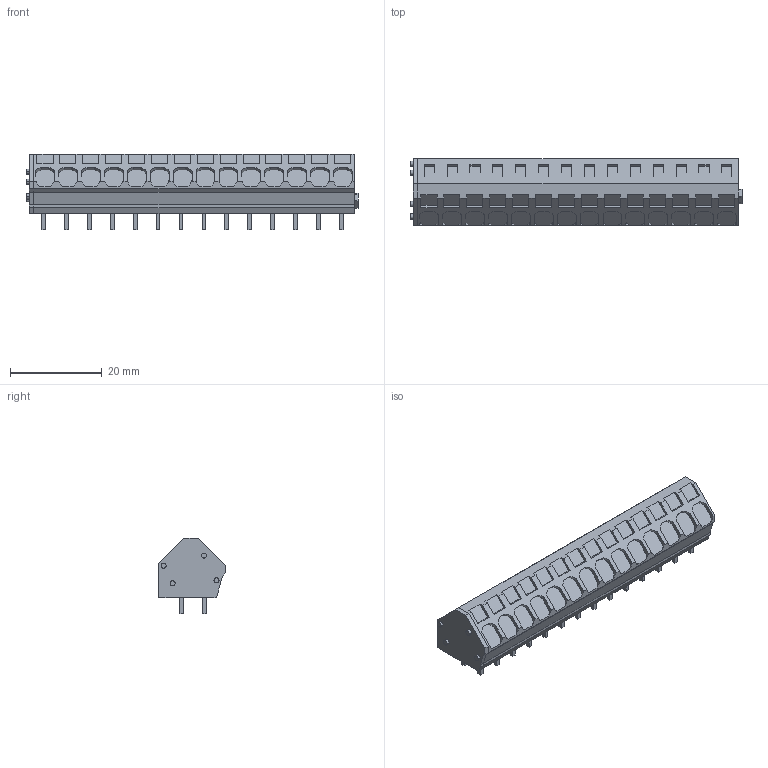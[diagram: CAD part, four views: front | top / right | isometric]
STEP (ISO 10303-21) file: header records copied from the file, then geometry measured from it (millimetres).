
FILE_DESCRIPTION(('CATIA V5R20 STEP214','CAx-IF Rec.Pracs.--- Model Styling and Organization---1.4--- 2014-01-23'),'2;1');
FILE_NAME ('028427-3_0', '2019-03-13T07:07:03+00:00', ('Weidmueller Interface'), ('Weidmueller'), 'CATIA Version 5-6 Release 2016 SP3 HF44', 'CATIA V5 STEP AP214', 'none');
FILE_SCHEMA(('AUTOMOTIVE_DESIGN { 1 0 10303 214 1 1 1 1 }'));
Length unit declared in the file: millimetre
Products named in the file (1): 1960150000
Bounding box: 72.5 x 14.5 x 16.48 mm (x, y, z)
Volume: 10066.2 mm3; surface area: 5469.7 mm2
Topology: 30 solids, 58 shells, 827 faces, 2118 edges, 1426 vertices
Faces by surface type: plane 601, cylinder 226
Entity records: 22640 total; most frequent: CARTESIAN_POINT 4700, ORIENTED_EDGE 4236, DIRECTION 2664, EDGE_CURVE 2118, VECTOR 1624, LINE 1624, VERTEX_POINT 1426, EDGE_LOOP 854
